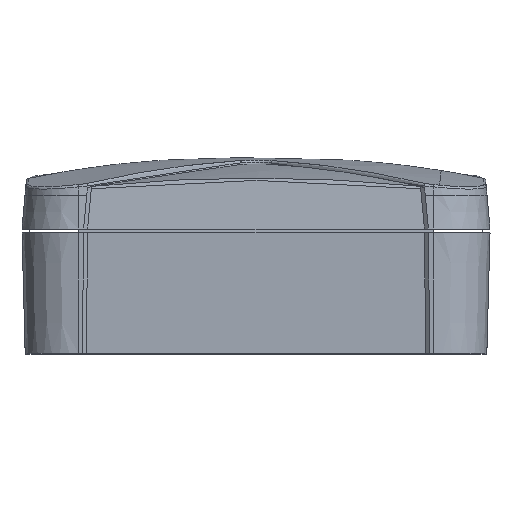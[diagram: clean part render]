
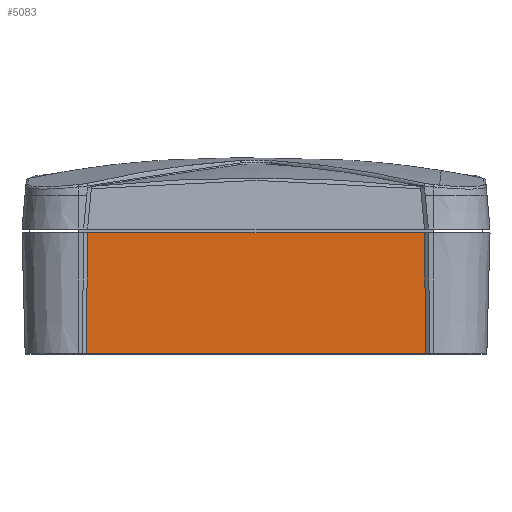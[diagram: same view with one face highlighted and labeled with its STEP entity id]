
A CAD part, top view. The second image highlights one B-rep face of the part: STEP entity #5083.
In plain terms, the highlighted planar face has unit normal (0, -0.026, 1).
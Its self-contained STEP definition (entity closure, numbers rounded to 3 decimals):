
#1094 = VERTEX_POINT ( 'NONE', #9816 ) ;
#1337 = CARTESIAN_POINT ( 'NONE',  ( -66.14, -3.311, 32.934 ) ) ;
#1679 = ORIENTED_EDGE ( 'NONE', *, *, #31230, .T. ) ;
#2356 = CARTESIAN_POINT ( 'NONE',  ( -66.14, -19.611, 32.507 ) ) ;
#4198 = DIRECTION ( 'NONE',  ( 0.01, 1., 0.026 ) ) ;
#4839 = AXIS2_PLACEMENT_3D ( 'NONE', #39833, #11270, #36923 ) ;
#5083 = ADVANCED_FACE ( 'NONE', ( #11896 ), #33379, .T. ) ;
#5382 = VERTEX_POINT ( 'NONE', #29077 ) ;
#6096 = EDGE_LOOP ( 'NONE', ( #19173, #26512, #15396, #1679 ) ) ;
#7670 = LINE ( 'NONE', #1337, #34386 ) ;
#9816 = CARTESIAN_POINT ( 'NONE',  ( -20.487, -19.611, 32.507 ) ) ;
#10018 = EDGE_CURVE ( 'NONE', #11979, #1094, #30795, .T. ) ;
#10137 = VECTOR ( 'NONE', #4198, 1000. ) ;
#11270 = DIRECTION ( 'NONE',  ( 0., -0.026, 1. ) ) ;
#11896 = FACE_OUTER_BOUND ( 'NONE', #6096, .T. ) ;
#11979 = VERTEX_POINT ( 'NONE', #36817 ) ;
#13421 = CARTESIAN_POINT ( 'NONE',  ( -20.655, -3.311, 32.934 ) ) ;
#13738 = VERTEX_POINT ( 'NONE', #31177 ) ;
#14644 = EDGE_CURVE ( 'NONE', #13738, #5382, #7670, .T. ) ;
#15396 = ORIENTED_EDGE ( 'NONE', *, *, #10018, .T. ) ;
#18428 = VECTOR ( 'NONE', #24982, 1000. ) ;
#19173 = ORIENTED_EDGE ( 'NONE', *, *, #14644, .T. ) ;
#20105 = CARTESIAN_POINT ( 'NONE',  ( -66.14, -3.311, 32.934 ) ) ;
#22882 = EDGE_CURVE ( 'NONE', #11979, #5382, #26564, .T. ) ;
#24982 = DIRECTION ( 'NONE',  ( 1., 0., 0. ) ) ;
#26512 = ORIENTED_EDGE ( 'NONE', *, *, #22882, .F. ) ;
#26554 = DIRECTION ( 'NONE',  ( -0.01, 1., 0.026 ) ) ;
#26564 = LINE ( 'NONE', #20105, #10137 ) ;
#29077 = CARTESIAN_POINT ( 'NONE',  ( -66.14, -3.311, 32.934 ) ) ;
#30795 = LINE ( 'NONE', #2356, #18428 ) ;
#31177 = CARTESIAN_POINT ( 'NONE',  ( -20.655, -3.311, 32.934 ) ) ;
#31230 = EDGE_CURVE ( 'NONE', #1094, #13738, #36139, .T. ) ;
#32233 = VECTOR ( 'NONE', #26554, 1000. ) ;
#33379 = PLANE ( 'NONE',  #4839 ) ;
#34386 = VECTOR ( 'NONE', #35654, 1000. ) ;
#35654 = DIRECTION ( 'NONE',  ( -1., 0., 0. ) ) ;
#36139 = LINE ( 'NONE', #13421, #32233 ) ;
#36817 = CARTESIAN_POINT ( 'NONE',  ( -66.308, -19.611, 32.507 ) ) ;
#36923 = DIRECTION ( 'NONE',  ( 0., -1., -0.026 ) ) ;
#39833 = CARTESIAN_POINT ( 'NONE',  ( -66.14, -3.311, 32.934 ) ) ;
